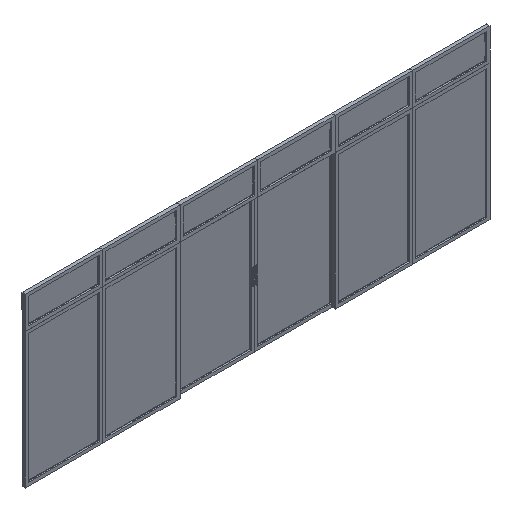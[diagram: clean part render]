
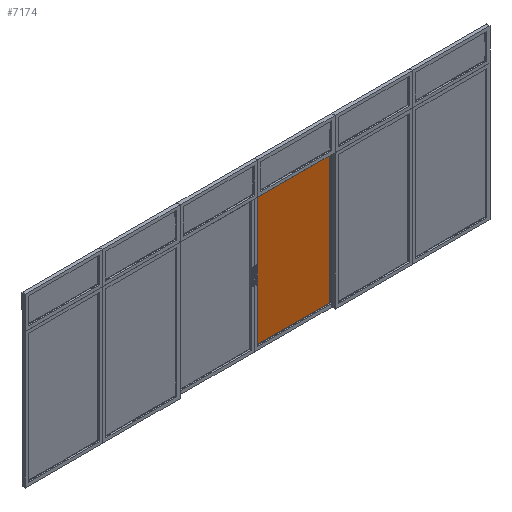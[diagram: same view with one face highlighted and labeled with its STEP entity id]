
A CAD part, isometric view. The second image highlights one B-rep face of the part: STEP entity #7174.
In plain terms, the highlighted planar face has unit normal (0, -1, 0).
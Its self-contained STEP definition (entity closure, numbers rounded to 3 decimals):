
#6865 = VERTEX_POINT('',#6866);
#6866 = CARTESIAN_POINT('',(3650.5,70.,2050.));
#6875 = PLANE('',#6876);
#6876 = AXIS2_PLACEMENT_3D('',#6877,#6878,#6879);
#6877 = CARTESIAN_POINT('',(3650.5,70.,2050.));
#6878 = DIRECTION('',(0.,0.,-1.));
#6879 = DIRECTION('',(1.,0.,0.));
#6887 = PLANE('',#6888);
#6888 = AXIS2_PLACEMENT_3D('',#6889,#6890,#6891);
#6889 = CARTESIAN_POINT('',(3650.5,70.,50.));
#6890 = DIRECTION('',(1.,0.,0.));
#6891 = DIRECTION('',(0.,0.,1.));
#6928 = VERTEX_POINT('',#6929);
#6929 = CARTESIAN_POINT('',(4800.667,70.,2050.));
#6943 = PLANE('',#6944);
#6944 = AXIS2_PLACEMENT_3D('',#6945,#6946,#6947);
#6945 = CARTESIAN_POINT('',(4800.667,70.,2050.));
#6946 = DIRECTION('',(-1.,0.,0.));
#6947 = DIRECTION('',(0.,0.,-1.));
#6955 = EDGE_CURVE('',#6865,#6928,#6956,.T.);
#6956 = SURFACE_CURVE('',#6957,(#6961,#6968),.PCURVE_S1.);
#6957 = LINE('',#6958,#6959);
#6958 = CARTESIAN_POINT('',(3650.5,70.,2050.));
#6959 = VECTOR('',#6960,1.);
#6960 = DIRECTION('',(1.,0.,0.));
#6961 = PCURVE('',#6875,#6962);
#6962 = DEFINITIONAL_REPRESENTATION('',(#6963),#6967);
#6963 = LINE('',#6964,#6965);
#6964 = CARTESIAN_POINT('',(0.,0.));
#6965 = VECTOR('',#6966,1.);
#6966 = DIRECTION('',(1.,0.));
#6967 = ( GEOMETRIC_REPRESENTATION_CONTEXT(2) 
PARAMETRIC_REPRESENTATION_CONTEXT() REPRESENTATION_CONTEXT('2D SPACE',''
  ) );
#6968 = PCURVE('',#6969,#6974);
#6969 = PLANE('',#6970);
#6970 = AXIS2_PLACEMENT_3D('',#6971,#6972,#6973);
#6971 = CARTESIAN_POINT('',(3650.5,70.,2050.));
#6972 = DIRECTION('',(0.,-1.,0.));
#6973 = DIRECTION('',(0.,0.,-1.));
#6974 = DEFINITIONAL_REPRESENTATION('',(#6975),#6979);
#6975 = LINE('',#6976,#6977);
#6976 = CARTESIAN_POINT('',(0.,0.));
#6977 = VECTOR('',#6978,1.);
#6978 = DIRECTION('',(0.,1.));
#6979 = ( GEOMETRIC_REPRESENTATION_CONTEXT(2) 
PARAMETRIC_REPRESENTATION_CONTEXT() REPRESENTATION_CONTEXT('2D SPACE',''
  ) );
#7009 = VERTEX_POINT('',#7010);
#7010 = CARTESIAN_POINT('',(4800.667,70.,50.));
#7024 = PLANE('',#7025);
#7025 = AXIS2_PLACEMENT_3D('',#7026,#7027,#7028);
#7026 = CARTESIAN_POINT('',(4800.667,70.,50.));
#7027 = DIRECTION('',(0.,0.,1.));
#7028 = DIRECTION('',(-1.,0.,0.));
#7036 = EDGE_CURVE('',#6928,#7009,#7037,.T.);
#7037 = SURFACE_CURVE('',#7038,(#7042,#7049),.PCURVE_S1.);
#7038 = LINE('',#7039,#7040);
#7039 = CARTESIAN_POINT('',(4800.667,70.,2050.));
#7040 = VECTOR('',#7041,1.);
#7041 = DIRECTION('',(0.,0.,-1.));
#7042 = PCURVE('',#6943,#7043);
#7043 = DEFINITIONAL_REPRESENTATION('',(#7044),#7048);
#7044 = LINE('',#7045,#7046);
#7045 = CARTESIAN_POINT('',(0.,0.));
#7046 = VECTOR('',#7047,1.);
#7047 = DIRECTION('',(1.,0.));
#7048 = ( GEOMETRIC_REPRESENTATION_CONTEXT(2) 
PARAMETRIC_REPRESENTATION_CONTEXT() REPRESENTATION_CONTEXT('2D SPACE',''
  ) );
#7049 = PCURVE('',#6969,#7050);
#7050 = DEFINITIONAL_REPRESENTATION('',(#7051),#7055);
#7051 = LINE('',#7052,#7053);
#7052 = CARTESIAN_POINT('',(0.,1150.167));
#7053 = VECTOR('',#7054,1.);
#7054 = DIRECTION('',(1.,0.));
#7055 = ( GEOMETRIC_REPRESENTATION_CONTEXT(2) 
PARAMETRIC_REPRESENTATION_CONTEXT() REPRESENTATION_CONTEXT('2D SPACE',''
  ) );
#7085 = VERTEX_POINT('',#7086);
#7086 = CARTESIAN_POINT('',(3650.5,70.,50.));
#7107 = EDGE_CURVE('',#7009,#7085,#7108,.T.);
#7108 = SURFACE_CURVE('',#7109,(#7113,#7120),.PCURVE_S1.);
#7109 = LINE('',#7110,#7111);
#7110 = CARTESIAN_POINT('',(4800.667,70.,50.));
#7111 = VECTOR('',#7112,1.);
#7112 = DIRECTION('',(-1.,0.,0.));
#7113 = PCURVE('',#7024,#7114);
#7114 = DEFINITIONAL_REPRESENTATION('',(#7115),#7119);
#7115 = LINE('',#7116,#7117);
#7116 = CARTESIAN_POINT('',(0.,0.));
#7117 = VECTOR('',#7118,1.);
#7118 = DIRECTION('',(1.,0.));
#7119 = ( GEOMETRIC_REPRESENTATION_CONTEXT(2) 
PARAMETRIC_REPRESENTATION_CONTEXT() REPRESENTATION_CONTEXT('2D SPACE',''
  ) );
#7120 = PCURVE('',#6969,#7121);
#7121 = DEFINITIONAL_REPRESENTATION('',(#7122),#7126);
#7122 = LINE('',#7123,#7124);
#7123 = CARTESIAN_POINT('',(2000.,1150.167));
#7124 = VECTOR('',#7125,1.);
#7125 = DIRECTION('',(0.,-1.));
#7126 = ( GEOMETRIC_REPRESENTATION_CONTEXT(2) 
PARAMETRIC_REPRESENTATION_CONTEXT() REPRESENTATION_CONTEXT('2D SPACE',''
  ) );
#7154 = EDGE_CURVE('',#7085,#6865,#7155,.T.);
#7155 = SURFACE_CURVE('',#7156,(#7160,#7167),.PCURVE_S1.);
#7156 = LINE('',#7157,#7158);
#7157 = CARTESIAN_POINT('',(3650.5,70.,50.));
#7158 = VECTOR('',#7159,1.);
#7159 = DIRECTION('',(0.,0.,1.));
#7160 = PCURVE('',#6887,#7161);
#7161 = DEFINITIONAL_REPRESENTATION('',(#7162),#7166);
#7162 = LINE('',#7163,#7164);
#7163 = CARTESIAN_POINT('',(0.,0.));
#7164 = VECTOR('',#7165,1.);
#7165 = DIRECTION('',(1.,0.));
#7166 = ( GEOMETRIC_REPRESENTATION_CONTEXT(2) 
PARAMETRIC_REPRESENTATION_CONTEXT() REPRESENTATION_CONTEXT('2D SPACE',''
  ) );
#7167 = PCURVE('',#6969,#7168);
#7168 = DEFINITIONAL_REPRESENTATION('',(#7169),#7173);
#7169 = LINE('',#7170,#7171);
#7170 = CARTESIAN_POINT('',(2000.,0.));
#7171 = VECTOR('',#7172,1.);
#7172 = DIRECTION('',(-1.,0.));
#7173 = ( GEOMETRIC_REPRESENTATION_CONTEXT(2) 
PARAMETRIC_REPRESENTATION_CONTEXT() REPRESENTATION_CONTEXT('2D SPACE',''
  ) );
#7174 = ADVANCED_FACE('',(#7175),#6969,.T.);
#7175 = FACE_BOUND('',#7176,.F.);
#7176 = EDGE_LOOP('',(#7177,#7178,#7179,#7180));
#7177 = ORIENTED_EDGE('',*,*,#6955,.T.);
#7178 = ORIENTED_EDGE('',*,*,#7036,.T.);
#7179 = ORIENTED_EDGE('',*,*,#7107,.T.);
#7180 = ORIENTED_EDGE('',*,*,#7154,.T.);
